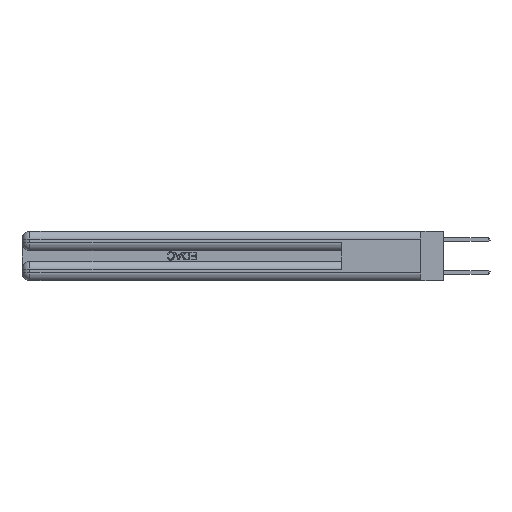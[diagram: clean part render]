
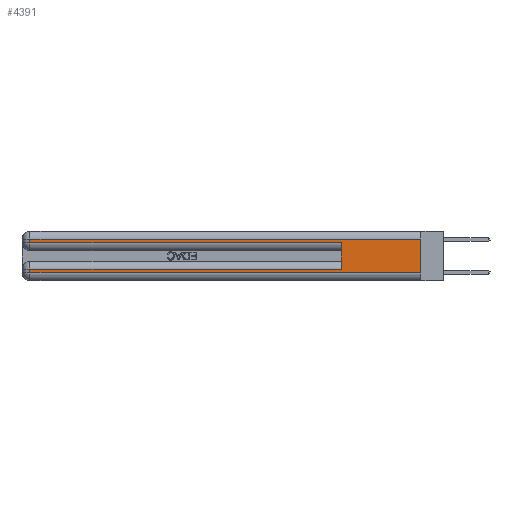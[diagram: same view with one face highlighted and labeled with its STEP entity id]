
A CAD part, left-side view. The second image highlights one B-rep face of the part: STEP entity #4391.
In plain terms, the highlighted planar face has unit normal (-1, 0, 0).
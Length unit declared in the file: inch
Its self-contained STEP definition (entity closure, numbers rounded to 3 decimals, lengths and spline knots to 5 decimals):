
#342 = CARTESIAN_POINT ( 'NONE',  ( 0., 0., 0.31 ) ) ;
#899 = CARTESIAN_POINT ( 'NONE',  ( 0., 0., 0.285 ) ) ;
#996 = VECTOR ( 'NONE', #12709, 39.37008 ) ;
#1035 = VECTOR ( 'NONE', #16523, 39.37008 ) ;
#1226 = CARTESIAN_POINT ( 'NONE',  ( 0., 2.94, 0.06 ) ) ;
#1615 = VERTEX_POINT ( 'NONE', #9604 ) ;
#2416 = EDGE_CURVE ( 'NONE', #10255, #1615, #15548, .T. ) ;
#2590 = DIRECTION ( 'NONE',  ( 0., 0., -1. ) ) ;
#2593 = VECTOR ( 'NONE', #11493, 39.37008 ) ;
#3095 = ORIENTED_EDGE ( 'NONE', *, *, #2416, .T. ) ;
#3270 = VECTOR ( 'NONE', #11365, 39.37008 ) ;
#3494 = VERTEX_POINT ( 'NONE', #13513 ) ;
#3706 = ORIENTED_EDGE ( 'NONE', *, *, #24879, .T. ) ;
#3815 = AXIS2_PLACEMENT_3D ( 'NONE', #16851, #25252, #20615 ) ;
#4391 = ADVANCED_FACE ( 'NONE', ( #20768 ), #9570, .F. ) ;
#4658 = VERTEX_POINT ( 'NONE', #24878 ) ;
#4870 = ORIENTED_EDGE ( 'NONE', *, *, #26026, .T. ) ;
#5367 = ORIENTED_EDGE ( 'NONE', *, *, #25958, .F. ) ;
#6435 = CARTESIAN_POINT ( 'NONE',  ( 0., 0., 0.06 ) ) ;
#7287 = VECTOR ( 'NONE', #9639, 39.37008 ) ;
#7421 = EDGE_LOOP ( 'NONE', ( #13237, #27705, #4870, #28195, #5367, #3706, #20443, #3095 ) ) ;
#7965 = CARTESIAN_POINT ( 'NONE',  ( 0., 2.94, 0.285 ) ) ;
#8385 = LINE ( 'NONE', #26166, #996 ) ;
#9269 = CARTESIAN_POINT ( 'NONE',  ( 0., 2.94, 0.37 ) ) ;
#9377 = CARTESIAN_POINT ( 'NONE',  ( 0., 2.94, 0.085 ) ) ;
#9570 = PLANE ( 'NONE',  #3815 ) ;
#9604 = CARTESIAN_POINT ( 'NONE',  ( 0., 0., 0.06 ) ) ;
#9639 = DIRECTION ( 'NONE',  ( 0., 1., 0. ) ) ;
#10255 = VERTEX_POINT ( 'NONE', #1226 ) ;
#10922 = EDGE_CURVE ( 'NONE', #17324, #1615, #13759, .T. ) ;
#11365 = DIRECTION ( 'NONE',  ( 0., 0., -1. ) ) ;
#11493 = DIRECTION ( 'NONE',  ( 0., 0., -1. ) ) ;
#11697 = CARTESIAN_POINT ( 'NONE',  ( 0., 0., 0.31 ) ) ;
#11814 = VERTEX_POINT ( 'NONE', #7965 ) ;
#12010 = LINE ( 'NONE', #14261, #28765 ) ;
#12709 = DIRECTION ( 'NONE',  ( 0., 1., 0. ) ) ;
#13237 = ORIENTED_EDGE ( 'NONE', *, *, #10922, .F. ) ;
#13513 = CARTESIAN_POINT ( 'NONE',  ( 0., 0.6, 0.285 ) ) ;
#13759 = LINE ( 'NONE', #27498, #3270 ) ;
#14261 = CARTESIAN_POINT ( 'NONE',  ( 0., 2.94, 0.37 ) ) ;
#14527 = LINE ( 'NONE', #899, #25368 ) ;
#15548 = LINE ( 'NONE', #6435, #18586 ) ;
#16157 = EDGE_CURVE ( 'NONE', #11814, #3494, #14527, .T. ) ;
#16523 = DIRECTION ( 'NONE',  ( 0., 0., 1. ) ) ;
#16851 = CARTESIAN_POINT ( 'NONE',  ( 0., 0., 0.37 ) ) ;
#17324 = VERTEX_POINT ( 'NONE', #11697 ) ;
#18107 = LINE ( 'NONE', #9269, #2593 ) ;
#18321 = LINE ( 'NONE', #27719, #1035 ) ;
#18586 = VECTOR ( 'NONE', #24653, 39.37008 ) ;
#20443 = ORIENTED_EDGE ( 'NONE', *, *, #21339, .T. ) ;
#20615 = DIRECTION ( 'NONE',  ( 0., 0., -1. ) ) ;
#20768 = FACE_OUTER_BOUND ( 'NONE', #7421, .T. ) ;
#20843 = LINE ( 'NONE', #342, #7287 ) ;
#21339 = EDGE_CURVE ( 'NONE', #28037, #10255, #18107, .T. ) ;
#24653 = DIRECTION ( 'NONE',  ( 0., -1., 0. ) ) ;
#24878 = CARTESIAN_POINT ( 'NONE',  ( 0., 2.94, 0.31 ) ) ;
#24879 = EDGE_CURVE ( 'NONE', #27271, #28037, #8385, .T. ) ;
#25252 = DIRECTION ( 'NONE',  ( 1., 0., 0. ) ) ;
#25368 = VECTOR ( 'NONE', #26036, 39.37008 ) ;
#25958 = EDGE_CURVE ( 'NONE', #27271, #3494, #18321, .T. ) ;
#26026 = EDGE_CURVE ( 'NONE', #4658, #11814, #12010, .T. ) ;
#26027 = EDGE_CURVE ( 'NONE', #17324, #4658, #20843, .T. ) ;
#26036 = DIRECTION ( 'NONE',  ( 0., -1., 0. ) ) ;
#26166 = CARTESIAN_POINT ( 'NONE',  ( 0., 0., 0.085 ) ) ;
#27271 = VERTEX_POINT ( 'NONE', #28556 ) ;
#27498 = CARTESIAN_POINT ( 'NONE',  ( 0., 0., 0.37 ) ) ;
#27705 = ORIENTED_EDGE ( 'NONE', *, *, #26027, .T. ) ;
#27719 = CARTESIAN_POINT ( 'NONE',  ( 0., 0.6, 0.145 ) ) ;
#28037 = VERTEX_POINT ( 'NONE', #9377 ) ;
#28195 = ORIENTED_EDGE ( 'NONE', *, *, #16157, .T. ) ;
#28556 = CARTESIAN_POINT ( 'NONE',  ( 0., 0.6, 0.085 ) ) ;
#28765 = VECTOR ( 'NONE', #2590, 39.37008 ) ;
